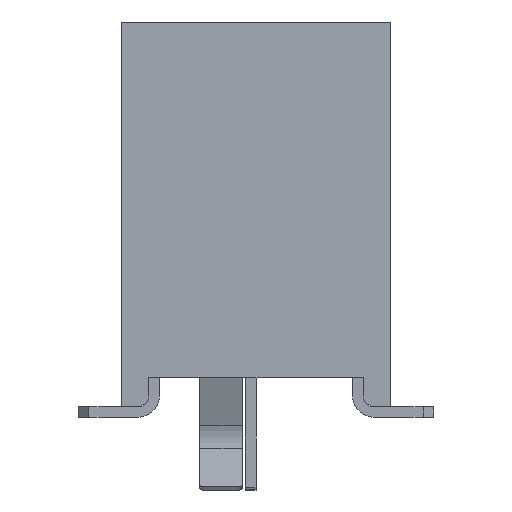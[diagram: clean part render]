
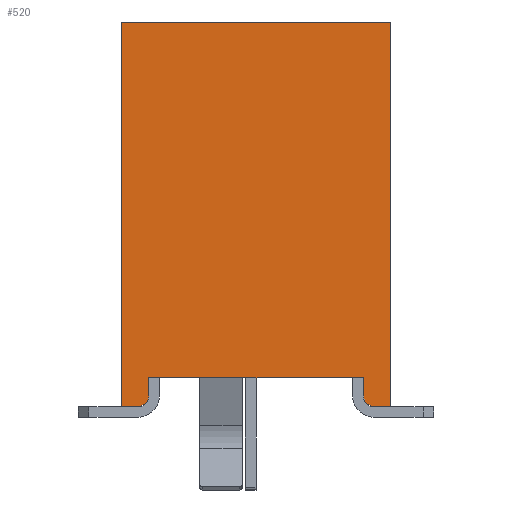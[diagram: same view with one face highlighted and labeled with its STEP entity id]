
A CAD part, left-side view. The second image highlights one B-rep face of the part: STEP entity #520.
In plain terms, the highlighted planar face has unit normal (-1, 0, 0).
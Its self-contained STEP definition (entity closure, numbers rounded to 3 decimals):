
#520 = ADVANCED_FACE( '', ( #1440 ), #1441, .T. );
#1440 = FACE_OUTER_BOUND( '', #2812, .T. );
#1441 = PLANE( '', #2813 );
#2812 = EDGE_LOOP( '', ( #4426, #4427, #4428, #4429, #4430, #4431, #4432, #4433, #4434, #4435 ) );
#2813 = AXIS2_PLACEMENT_3D( '', #4436, #4437, #4438 );
#4426 = ORIENTED_EDGE( '', *, *, #8181, .F. );
#4427 = ORIENTED_EDGE( '', *, *, #8193, .T. );
#4428 = ORIENTED_EDGE( '', *, *, #8194, .T. );
#4429 = ORIENTED_EDGE( '', *, *, #8195, .T. );
#4430 = ORIENTED_EDGE( '', *, *, #8196, .T. );
#4431 = ORIENTED_EDGE( '', *, *, #8197, .T. );
#4432 = ORIENTED_EDGE( '', *, *, #8117, .F. );
#4433 = ORIENTED_EDGE( '', *, *, #8198, .T. );
#4434 = ORIENTED_EDGE( '', *, *, #8199, .T. );
#4435 = ORIENTED_EDGE( '', *, *, #8200, .F. );
#4436 = CARTESIAN_POINT( '', ( -18.03, -2.54, -3.62 ) );
#4437 = DIRECTION( '', ( -1., 0., 0. ) );
#4438 = DIRECTION( '', ( 0., 0., 1. ) );
#8117 = EDGE_CURVE( '', #9738, #9739, #9740, .T. );
#8181 = EDGE_CURVE( '', #9851, #9853, #9854, .T. );
#8193 = EDGE_CURVE( '', #9851, #9872, #9873, .T. );
#8194 = EDGE_CURVE( '', #9872, #9874, #9875, .T. );
#8195 = EDGE_CURVE( '', #9874, #9876, #9877, .T. );
#8196 = EDGE_CURVE( '', #9876, #9878, #9879, .T. );
#8197 = EDGE_CURVE( '', #9878, #9739, #9880, .T. );
#8198 = EDGE_CURVE( '', #9738, #9881, #9882, .T. );
#8199 = EDGE_CURVE( '', #9881, #9883, #9884, .T. );
#8200 = EDGE_CURVE( '', #9853, #9883, #9885, .T. );
#9738 = VERTEX_POINT( '', #12061 );
#9739 = VERTEX_POINT( '', #12062 );
#9740 = LINE( '', #12063, #12064 );
#9851 = VERTEX_POINT( '', #12219 );
#9853 = VERTEX_POINT( '', #12222 );
#9854 = LINE( '', #12223, #12224 );
#9872 = VERTEX_POINT( '', #12250 );
#9873 = CIRCLE( '', #12251, 0.2 );
#9874 = VERTEX_POINT( '', #12252 );
#9875 = LINE( '', #12253, #12254 );
#9876 = VERTEX_POINT( '', #12255 );
#9877 = LINE( '', #12256, #12257 );
#9878 = VERTEX_POINT( '', #12258 );
#9879 = LINE( '', #12259, #12260 );
#9880 = CIRCLE( '', #12261, 0.2 );
#9881 = VERTEX_POINT( '', #12262 );
#9882 = LINE( '', #12263, #12264 );
#9883 = VERTEX_POINT( '', #12265 );
#9884 = LINE( '', #12266, #12267 );
#9885 = LINE( '', #12268, #12269 );
#12061 = CARTESIAN_POINT( '', ( -18.03, -2.54, -3.62 ) );
#12062 = CARTESIAN_POINT( '', ( -18.03, -2.22, -3.62 ) );
#12063 = CARTESIAN_POINT( '', ( -18.03, -2.54, -3.62 ) );
#12064 = VECTOR( '', #15188, 1000. );
#12219 = CARTESIAN_POINT( '', ( -18.03, 2.22, -3.62 ) );
#12222 = CARTESIAN_POINT( '', ( -18.03, 2.54, -3.62 ) );
#12223 = CARTESIAN_POINT( '', ( -18.03, -2.54, -3.62 ) );
#12224 = VECTOR( '', #15252, 1000. );
#12250 = CARTESIAN_POINT( '', ( -18.03, 2.02, -3.42 ) );
#12251 = AXIS2_PLACEMENT_3D( '', #15261, #15262, #15263 );
#12252 = CARTESIAN_POINT( '', ( -18.03, 2.02, -3.08 ) );
#12253 = CARTESIAN_POINT( '', ( -18.03, 2.02, -3.62 ) );
#12254 = VECTOR( '', #15264, 1000. );
#12255 = CARTESIAN_POINT( '', ( -18.03, -2.02, -3.08 ) );
#12256 = CARTESIAN_POINT( '', ( -18.03, -2.54, -3.08 ) );
#12257 = VECTOR( '', #15265, 1000. );
#12258 = CARTESIAN_POINT( '', ( -18.03, -2.02, -3.42 ) );
#12259 = CARTESIAN_POINT( '', ( -18.03, -2.02, -3.62 ) );
#12260 = VECTOR( '', #15266, 1000. );
#12261 = AXIS2_PLACEMENT_3D( '', #15267, #15268, #15269 );
#12262 = CARTESIAN_POINT( '', ( -18.03, -2.54, 3.62 ) );
#12263 = CARTESIAN_POINT( '', ( -18.03, -2.54, -3.62 ) );
#12264 = VECTOR( '', #15270, 1000. );
#12265 = CARTESIAN_POINT( '', ( -18.03, 2.54, 3.62 ) );
#12266 = CARTESIAN_POINT( '', ( -18.03, -2.54, 3.62 ) );
#12267 = VECTOR( '', #15271, 1000. );
#12268 = CARTESIAN_POINT( '', ( -18.03, 2.54, -3.62 ) );
#12269 = VECTOR( '', #15272, 1000. );
#15188 = DIRECTION( '', ( 0., 1., 0. ) );
#15252 = DIRECTION( '', ( 0., 1., 0. ) );
#15261 = CARTESIAN_POINT( '', ( -18.03, 2.22, -3.42 ) );
#15262 = DIRECTION( '', ( -1., 0., 0. ) );
#15263 = DIRECTION( '', ( 0., 0., 1. ) );
#15264 = DIRECTION( '', ( 0., 0., 1. ) );
#15265 = DIRECTION( '', ( 0., -1., 0. ) );
#15266 = DIRECTION( '', ( 0., 0., -1. ) );
#15267 = CARTESIAN_POINT( '', ( -18.03, -2.22, -3.42 ) );
#15268 = DIRECTION( '', ( -1., 0., 0. ) );
#15269 = DIRECTION( '', ( 0., 0., 1. ) );
#15270 = DIRECTION( '', ( 0., 0., 1. ) );
#15271 = DIRECTION( '', ( 0., 1., 0. ) );
#15272 = DIRECTION( '', ( 0., 0., 1. ) );
